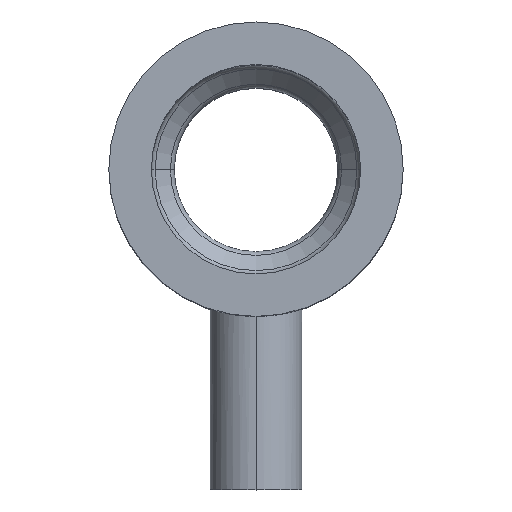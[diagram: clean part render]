
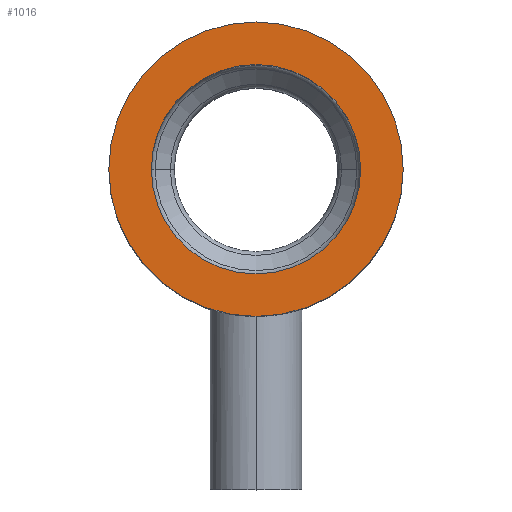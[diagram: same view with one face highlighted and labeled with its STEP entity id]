
A CAD part, top view. The second image highlights one B-rep face of the part: STEP entity #1016.
In plain terms, the highlighted planar face has unit normal (0, 0, 1).
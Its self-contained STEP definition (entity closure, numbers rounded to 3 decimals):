
#43 = DIRECTION ( 'NONE',  ( 0., 0., -1. ) ) ;
#53 = DIRECTION ( 'NONE',  ( 0., 0., -1. ) ) ;
#57 = DIRECTION ( 'NONE',  ( 1., 0., 0. ) ) ;
#127 = DIRECTION ( 'NONE',  ( -1., 0., 0. ) ) ;
#154 = DIRECTION ( 'NONE',  ( -1., 0., 0. ) ) ;
#162 = EDGE_CURVE ( 'NONE', #879, #1037, #250, .T. ) ;
#223 = DIRECTION ( 'NONE',  ( 0., 0., -1. ) ) ;
#229 = EDGE_CURVE ( 'NONE', #1037, #879, #973, .T. ) ;
#250 = CIRCLE ( 'NONE', #850, 22.5 ) ;
#281 = VERTEX_POINT ( 'NONE', #1152 ) ;
#356 = CARTESIAN_POINT ( 'NONE',  ( 0., 0., 49.75 ) ) ;
#372 = CIRCLE ( 'NONE', #540, 16. ) ;
#387 = ORIENTED_EDGE ( 'NONE', *, *, #876, .T. ) ;
#404 = CARTESIAN_POINT ( 'NONE',  ( 0., 0., 49.75 ) ) ;
#432 = CARTESIAN_POINT ( 'NONE',  ( 22.5, 0., 49.75 ) ) ;
#523 = PLANE ( 'NONE',  #643 ) ;
#540 = AXIS2_PLACEMENT_3D ( 'NONE', #356, #770, #756 ) ;
#577 = EDGE_LOOP ( 'NONE', ( #849, #387 ) ) ;
#583 = AXIS2_PLACEMENT_3D ( 'NONE', #754, #53, #154 ) ;
#619 = CIRCLE ( 'NONE', #1123, 16. ) ;
#643 = AXIS2_PLACEMENT_3D ( 'NONE', #727, #1137, #57 ) ;
#695 = ORIENTED_EDGE ( 'NONE', *, *, #229, .F. ) ;
#727 = CARTESIAN_POINT ( 'NONE',  ( -16., 0., 49.75 ) ) ;
#754 = CARTESIAN_POINT ( 'NONE',  ( 0., 0., 49.75 ) ) ;
#756 = DIRECTION ( 'NONE',  ( -1., 0., 0. ) ) ;
#770 = DIRECTION ( 'NONE',  ( 0., 0., -1. ) ) ;
#782 = EDGE_CURVE ( 'NONE', #1158, #281, #372, .T. ) ;
#802 = DIRECTION ( 'NONE',  ( -1., 0., 0. ) ) ;
#810 = CARTESIAN_POINT ( 'NONE',  ( -22.5, 0., 49.75 ) ) ;
#831 = FACE_BOUND ( 'NONE', #577, .T. ) ;
#849 = ORIENTED_EDGE ( 'NONE', *, *, #782, .T. ) ;
#850 = AXIS2_PLACEMENT_3D ( 'NONE', #404, #43, #802 ) ;
#876 = EDGE_CURVE ( 'NONE', #281, #1158, #619, .T. ) ;
#879 = VERTEX_POINT ( 'NONE', #810 ) ;
#965 = CARTESIAN_POINT ( 'NONE',  ( -16., 0., 49.75 ) ) ;
#973 = CIRCLE ( 'NONE', #583, 22.5 ) ;
#1016 = ADVANCED_FACE ( 'NONE', ( #831, #1038 ), #523, .T. ) ;
#1037 = VERTEX_POINT ( 'NONE', #432 ) ;
#1038 = FACE_OUTER_BOUND ( 'NONE', #1262, .T. ) ;
#1123 = AXIS2_PLACEMENT_3D ( 'NONE', #1193, #223, #127 ) ;
#1137 = DIRECTION ( 'NONE',  ( 0., 0., 1. ) ) ;
#1152 = CARTESIAN_POINT ( 'NONE',  ( 16., 0., 49.75 ) ) ;
#1158 = VERTEX_POINT ( 'NONE', #965 ) ;
#1193 = CARTESIAN_POINT ( 'NONE',  ( 0., 0., 49.75 ) ) ;
#1262 = EDGE_LOOP ( 'NONE', ( #1268, #695 ) ) ;
#1268 = ORIENTED_EDGE ( 'NONE', *, *, #162, .F. ) ;
